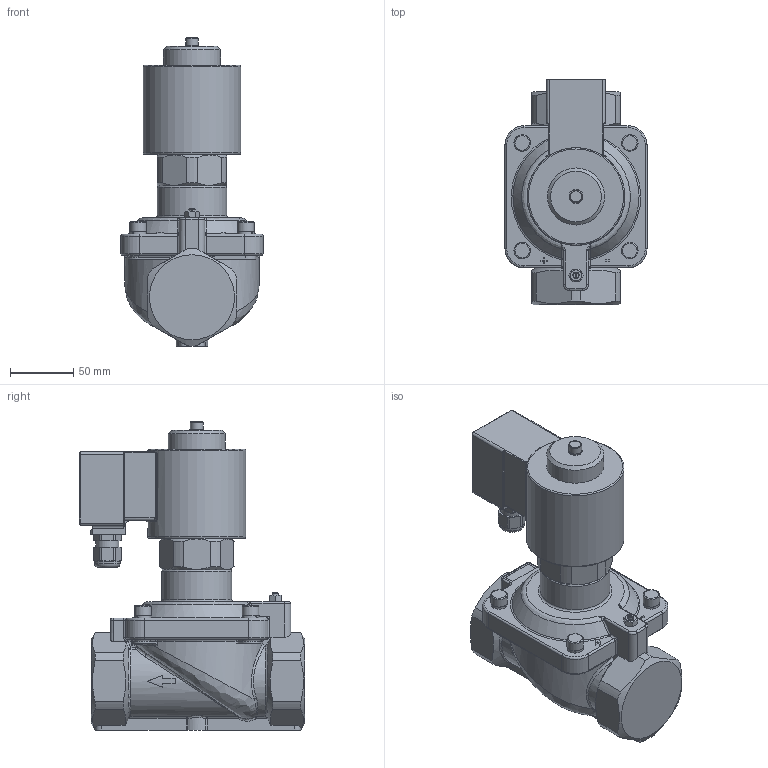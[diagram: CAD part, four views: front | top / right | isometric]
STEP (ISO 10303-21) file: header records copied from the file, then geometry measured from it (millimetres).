
FILE_DESCRIPTION(/* description */ ('2/2 zwangsgest. Membran-Magnetventil'),/* implementation_level */ '2;1');
FILE_NAME(/* name */ '043.001546_B4328-1001-.242.stp',/* time_stamp */ '2018-04-16T15:14:38+02:00',/* author */ ('EFast'),/* organization */ (''),/* preprocessor_version */ 'ST-DEVELOPER v16.1',/* originating_system */ 'Autodesk Inventor 2016',/* authorisation */ '');
FILE_SCHEMA (('AUTOMOTIVE_DESIGN { 1 0 10303 214 3 1 1 }'));
Length unit declared in the file: millimetre
Products named in the file (1): 87-005621-03
Bounding box: 112 x 177.5 x 242.9 mm (x, y, z)
Volume: 1678061.5 mm3; surface area: 122468.8 mm2
Topology: 1 solids, 1 shells, 477 faces, 1187 edges, 724 vertices
Faces by surface type: plane 173, cylinder 158, torus 54, bspline 44, cone 28, sphere 20
Full cylindrical faces by diameter (mm): 5 x1, 8 x4, 10 x1, 11 x1, 13 x4, 18 x1, 20 x1, 45 x1, 55 x1, 77 x1
Entity records: 16061 total; most frequent: CARTESIAN_POINT 5293, ORIENTED_EDGE 2238, DIRECTION 2223, EDGE_CURVE 1119, AXIS2_PLACEMENT_3D 884, VERTEX_POINT 714, EDGE_LOOP 555, FACE_OUTER_BOUND 477
